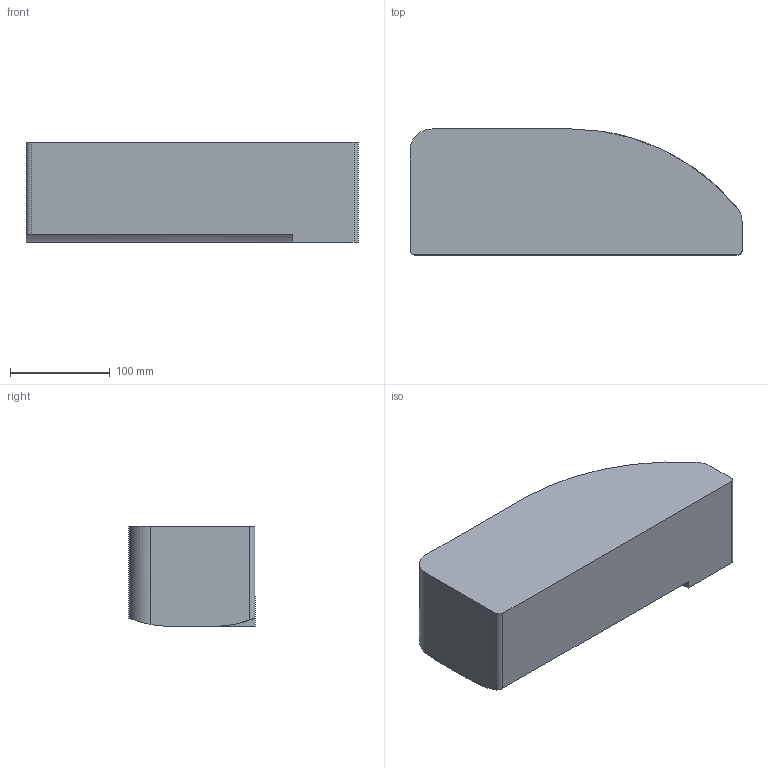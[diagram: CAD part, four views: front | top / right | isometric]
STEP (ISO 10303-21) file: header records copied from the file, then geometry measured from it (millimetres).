
FILE_DESCRIPTION((''),'2;1');
FILE_NAME('Bauteil3.stp','2013-07-19T13:33:24',('michael.wichary'),(''),'Autodesk Inventor 2012','Autodesk Inventor 2012','');
FILE_SCHEMA(('AUTOMOTIVE_DESIGN { 1 0 10303 214 1 1 1 1 }'));
Length unit declared in the file: millimetre
Products named in the file (1): Bauteil3
Bounding box: 332 x 126 x 100 mm (x, y, z)
Volume: 3669239 mm3; surface area: 155417.8 mm2
Topology: 1 solids, 1 shells, 25 faces, 77 edges, 67 vertices
Faces by surface type: plane 12, cylinder 8, bspline 4, torus 1
Entity records: 1765 total; most frequent: CARTESIAN_POINT 1011, ORIENTED_EDGE 130, DIRECTION 129, EDGE_CURVE 65, AXIS2_PLACEMENT_3D 44, VERTEX_POINT 43, VECTOR 41, LINE 41
